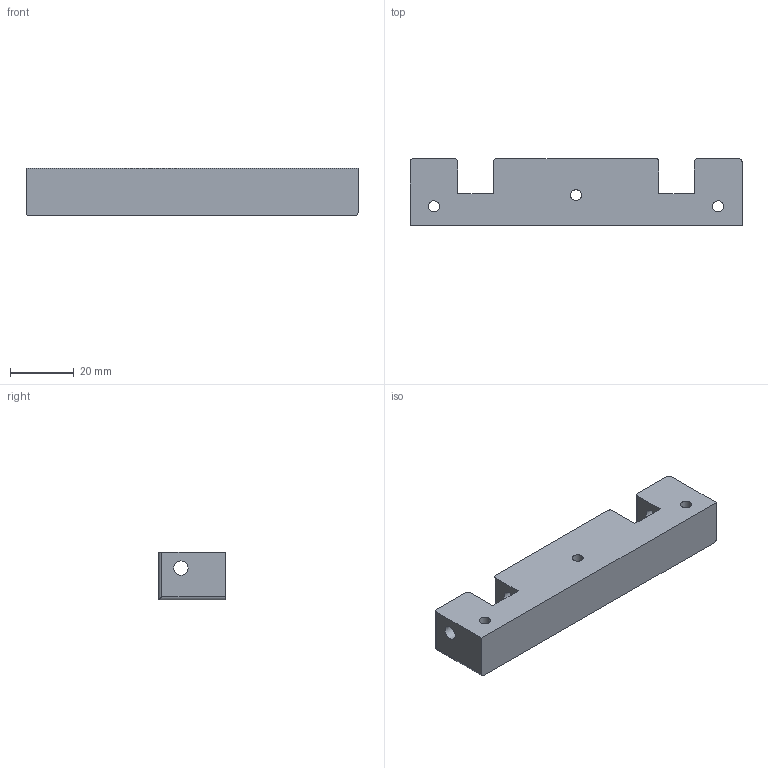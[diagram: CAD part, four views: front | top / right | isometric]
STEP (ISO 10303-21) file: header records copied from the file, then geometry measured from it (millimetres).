
FILE_DESCRIPTION(/* description */ (''),/* implementation_level */ '2;1');
FILE_NAME(/* name */ 'base joints.stp',/* time_stamp */ '2017-05-20T18:30:50+02:00',/* author */ ('Admin'),/* organization */ (''),/* preprocessor_version */ 'ST-DEVELOPER v16.1',/* originating_system */ 'Autodesk Inventor 2016',/* authorisation */ '');
FILE_SCHEMA (('AUTOMOTIVE_DESIGN { 1 0 10303 214 3 1 1 }'));
Length unit declared in the file: millimetre
Products named in the file (1): sujeccion perfiles  a paredes base
Bounding box: 104.5 x 21.02 x 15 mm (x, y, z)
Volume: 27227.3 mm3; surface area: 9796.5 mm2
Topology: 1 solids, 1 shells, 43 faces, 101 edges, 63 vertices
Faces by surface type: cylinder 24, plane 17, sphere 2
Full cylindrical faces by diameter (mm): 3.5 x3, 4.5 x3, 6.4 x2, 6.5 x1
Entity records: 1225 total; most frequent: DIRECTION 219, CARTESIAN_POINT 197, ORIENTED_EDGE 182, EDGE_CURVE 91, AXIS2_PLACEMENT_3D 84, EDGE_LOOP 67, VERTEX_POINT 62, LINE 51
